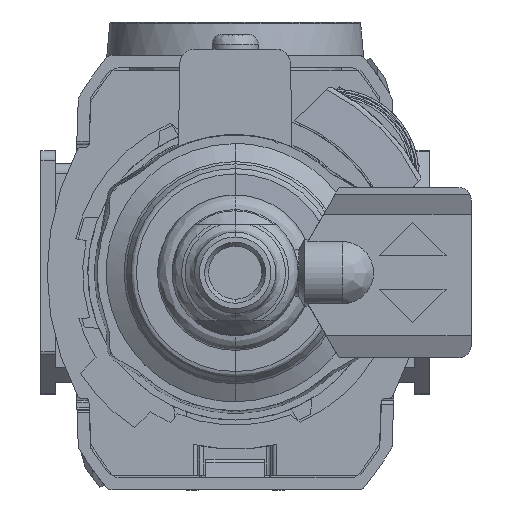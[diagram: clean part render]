
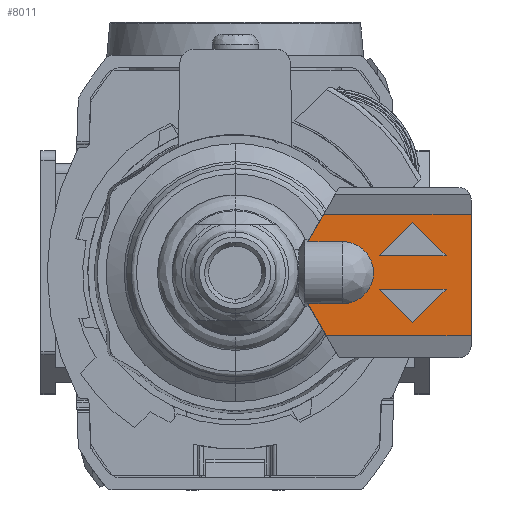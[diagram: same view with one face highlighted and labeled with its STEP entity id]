
A CAD part, front view. The second image highlights one B-rep face of the part: STEP entity #8011.
In plain terms, the highlighted planar face has unit normal (0, -1, 0).
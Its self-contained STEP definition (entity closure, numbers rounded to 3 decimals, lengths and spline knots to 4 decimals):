
#737 = CARTESIAN_POINT ( 'NONE',  ( 0.3423, -4.2477, 0.1466 ) ) ;
#2118 = VERTEX_POINT ( 'NONE', #53313 ) ;
#2136 = EDGE_LOOP ( 'NONE', ( #47611, #33067, #56991, #4063, #85272, #77211, #72017, #3767 ) ) ;
#2836 = DIRECTION ( 'NONE',  ( -1., 0., 0. ) ) ;
#3767 = ORIENTED_EDGE ( 'NONE', *, *, #26504, .F. ) ;
#4063 = ORIENTED_EDGE ( 'NONE', *, *, #91890, .F. ) ;
#4268 = CARTESIAN_POINT ( 'NONE',  ( 0.8358, -4.2477, 0.2362 ) ) ;
#5263 = VERTEX_POINT ( 'NONE', #44544 ) ;
#6445 = DIRECTION ( 'NONE',  ( -0.707, 0., 0.707 ) ) ;
#6661 = CARTESIAN_POINT ( 'NONE',  ( 0.6783, -4.2477, 0.0787 ) ) ;
#8011 = ADVANCED_FACE ( 'NONE', ( #14442, #13059, #56065 ), #42358, .F. ) ;
#8532 = LINE ( 'NONE', #36913, #23665 ) ;
#10097 = LINE ( 'NONE', #32793, #32833 ) ;
#10261 = VECTOR ( 'NONE', #52463, 39.3701 ) ;
#10905 = EDGE_CURVE ( 'NONE', #86049, #82682, #8532, .T. ) ;
#11101 = VECTOR ( 'NONE', #78258, 39.3701 ) ;
#12321 = EDGE_CURVE ( 'NONE', #90697, #85141, #77887, .T. ) ;
#13007 = LINE ( 'NONE', #21473, #74566 ) ;
#13059 = FACE_OUTER_BOUND ( 'NONE', #2136, .T. ) ;
#13099 = VERTEX_POINT ( 'NONE', #65672 ) ;
#13247 = VERTEX_POINT ( 'NONE', #29742 ) ;
#14442 = FACE_BOUND ( 'NONE', #25966, .T. ) ;
#14617 = DIRECTION ( 'NONE',  ( 0., -1., 0. ) ) ;
#15082 = CARTESIAN_POINT ( 'NONE',  ( 1.1122, -4.2477, 0.2756 ) ) ;
#17467 = LINE ( 'NONE', #75162, #10261 ) ;
#17543 = ORIENTED_EDGE ( 'NONE', *, *, #64736, .F. ) ;
#18542 = DIRECTION ( 'NONE',  ( 1., 0., 0. ) ) ;
#20310 = CARTESIAN_POINT ( 'NONE',  ( 0.5051, -4.2477, 0. ) ) ;
#21473 = CARTESIAN_POINT ( 'NONE',  ( 1.1115, -4.2477, 0.2756 ) ) ;
#21831 = LINE ( 'NONE', #87578, #90268 ) ;
#23018 = CIRCLE ( 'NONE', #75895, 0.1466 ) ;
#23383 = VERTEX_POINT ( 'NONE', #85750 ) ;
#23665 = VECTOR ( 'NONE', #2836, 39.3701 ) ;
#23759 = VERTEX_POINT ( 'NONE', #6661 ) ;
#25961 = EDGE_CURVE ( 'NONE', #88588, #23383, #23018, .T. ) ;
#25966 = EDGE_LOOP ( 'NONE', ( #42514, #48093, #58024 ) ) ;
#26496 = ORIENTED_EDGE ( 'NONE', *, *, #10905, .F. ) ;
#26504 = EDGE_CURVE ( 'NONE', #23383, #80803, #10097, .T. ) ;
#26767 = EDGE_CURVE ( 'NONE', #5263, #70877, #21831, .T. ) ;
#28345 = DIRECTION ( 'NONE',  ( 1., 0., 0. ) ) ;
#28444 = VECTOR ( 'NONE', #6445, 39.3701 ) ;
#28461 = DIRECTION ( 'NONE',  ( -0.5, 0., 0.866 ) ) ;
#28797 = DIRECTION ( 'NONE',  ( 0., 0., -1. ) ) ;
#29325 = CARTESIAN_POINT ( 'NONE',  ( 0.9933, -4.2477, 0.0787 ) ) ;
#29508 = VECTOR ( 'NONE', #51142, 39.3701 ) ;
#29742 = CARTESIAN_POINT ( 'NONE',  ( 1.1115, -4.2477, -0.2981 ) ) ;
#29878 = LINE ( 'NONE', #67209, #29508 ) ;
#32743 = DIRECTION ( 'NONE',  ( 0.5, 0., 0.866 ) ) ;
#32793 = CARTESIAN_POINT ( 'NONE',  ( 0.6626, -4.2477, 0.1466 ) ) ;
#32833 = VECTOR ( 'NONE', #75360, 39.3701 ) ;
#33067 = ORIENTED_EDGE ( 'NONE', *, *, #77759, .F. ) ;
#34773 = CARTESIAN_POINT ( 'NONE',  ( 0.5051, -4.2477, -0.1466 ) ) ;
#34805 = DIRECTION ( 'NONE',  ( 0., 0., 1. ) ) ;
#35289 = CARTESIAN_POINT ( 'NONE',  ( 0.9933, -4.2477, 0.0787 ) ) ;
#35316 = CARTESIAN_POINT ( 'NONE',  ( 0.3423, -4.2477, -0.1466 ) ) ;
#35677 = CARTESIAN_POINT ( 'NONE',  ( 0.6783, -4.2477, -0.0787 ) ) ;
#35765 = EDGE_CURVE ( 'NONE', #85141, #23759, #59905, .T. ) ;
#36363 = LINE ( 'NONE', #15082, #53214 ) ;
#36913 = CARTESIAN_POINT ( 'NONE',  ( 1.1122, -4.2477, -0.0787 ) ) ;
#37798 = EDGE_CURVE ( 'NONE', #80803, #13099, #89495, .T. ) ;
#38161 = CARTESIAN_POINT ( 'NONE',  ( 0.8358, -4.2477, 0.2362 ) ) ;
#39542 = VECTOR ( 'NONE', #32743, 39.3701 ) ;
#41249 = CARTESIAN_POINT ( 'NONE',  ( 0.6783, -4.2477, -0.0787 ) ) ;
#42358 = PLANE ( 'NONE',  #62175 ) ;
#42514 = ORIENTED_EDGE ( 'NONE', *, *, #35765, .F. ) ;
#44544 = CARTESIAN_POINT ( 'NONE',  ( 0.4297, -4.2477, -0.2981 ) ) ;
#44819 = EDGE_LOOP ( 'NONE', ( #26496, #91576, #17543 ) ) ;
#47611 = ORIENTED_EDGE ( 'NONE', *, *, #25961, .F. ) ;
#48093 = ORIENTED_EDGE ( 'NONE', *, *, #12321, .F. ) ;
#50116 = VECTOR ( 'NONE', #50932, 39.3701 ) ;
#50932 = DIRECTION ( 'NONE',  ( -0.707, 0., -0.707 ) ) ;
#51142 = DIRECTION ( 'NONE',  ( 0.707, 0., 0.707 ) ) ;
#52463 = DIRECTION ( 'NONE',  ( 1., 0., 0. ) ) ;
#52833 = EDGE_CURVE ( 'NONE', #2118, #86049, #29878, .T. ) ;
#53214 = VECTOR ( 'NONE', #28345, 39.3701 ) ;
#53313 = CARTESIAN_POINT ( 'NONE',  ( 0.8358, -4.2477, -0.2362 ) ) ;
#53995 = DIRECTION ( 'NONE',  ( -1., 0., 0. ) ) ;
#54002 = CARTESIAN_POINT ( 'NONE',  ( 0.2576, -4.2477, 0. ) ) ;
#56065 = FACE_BOUND ( 'NONE', #44819, .T. ) ;
#56237 = CARTESIAN_POINT ( 'NONE',  ( 1.1115, -4.2477, 0.2756 ) ) ;
#56991 = ORIENTED_EDGE ( 'NONE', *, *, #26767, .F. ) ;
#57393 = LINE ( 'NONE', #35677, #11101 ) ;
#58024 = ORIENTED_EDGE ( 'NONE', *, *, #89689, .F. ) ;
#59905 = LINE ( 'NONE', #38161, #50116 ) ;
#61091 = LINE ( 'NONE', #89962, #72273 ) ;
#62175 = AXIS2_PLACEMENT_3D ( 'NONE', #86793, #86317, #34805 ) ;
#63097 = CARTESIAN_POINT ( 'NONE',  ( 0.9933, -4.2477, -0.0787 ) ) ;
#63422 = CARTESIAN_POINT ( 'NONE',  ( 0.6626, -4.2477, -0.1466 ) ) ;
#64057 = EDGE_CURVE ( 'NONE', #13099, #76779, #36363, .T. ) ;
#64736 = EDGE_CURVE ( 'NONE', #82682, #2118, #57393, .T. ) ;
#64776 = EDGE_CURVE ( 'NONE', #76779, #13247, #13007, .T. ) ;
#65672 = CARTESIAN_POINT ( 'NONE',  ( 0.4168, -4.2477, 0.2756 ) ) ;
#67209 = CARTESIAN_POINT ( 'NONE',  ( 0.8358, -4.2477, -0.2362 ) ) ;
#69143 = LINE ( 'NONE', #63422, #83557 ) ;
#70877 = VERTEX_POINT ( 'NONE', #35316 ) ;
#71611 = DIRECTION ( 'NONE',  ( 0., 0., -1. ) ) ;
#72017 = ORIENTED_EDGE ( 'NONE', *, *, #37798, .F. ) ;
#72273 = VECTOR ( 'NONE', #53995, 39.3701 ) ;
#74566 = VECTOR ( 'NONE', #71611, 39.3701 ) ;
#75162 = CARTESIAN_POINT ( 'NONE',  ( 1.1122, -4.2477, 0.0787 ) ) ;
#75360 = DIRECTION ( 'NONE',  ( -1., 0., 0. ) ) ;
#75895 = AXIS2_PLACEMENT_3D ( 'NONE', #20310, #14617, #28797 ) ;
#76779 = VERTEX_POINT ( 'NONE', #56237 ) ;
#77211 = ORIENTED_EDGE ( 'NONE', *, *, #64057, .F. ) ;
#77759 = EDGE_CURVE ( 'NONE', #70877, #88588, #69143, .T. ) ;
#77887 = LINE ( 'NONE', #35289, #28444 ) ;
#78258 = DIRECTION ( 'NONE',  ( 0.707, 0., -0.707 ) ) ;
#80803 = VERTEX_POINT ( 'NONE', #737 ) ;
#82682 = VERTEX_POINT ( 'NONE', #41249 ) ;
#83557 = VECTOR ( 'NONE', #18542, 39.3701 ) ;
#85141 = VERTEX_POINT ( 'NONE', #4268 ) ;
#85272 = ORIENTED_EDGE ( 'NONE', *, *, #64776, .F. ) ;
#85750 = CARTESIAN_POINT ( 'NONE',  ( 0.5051, -4.2477, 0.1466 ) ) ;
#86049 = VERTEX_POINT ( 'NONE', #63097 ) ;
#86317 = DIRECTION ( 'NONE',  ( 0., 1., 0. ) ) ;
#86793 = CARTESIAN_POINT ( 'NONE',  ( 1.1122, -4.2477, 0.2756 ) ) ;
#87578 = CARTESIAN_POINT ( 'NONE',  ( 0.4297, -4.2477, -0.2981 ) ) ;
#88588 = VERTEX_POINT ( 'NONE', #34773 ) ;
#89495 = LINE ( 'NONE', #54002, #39542 ) ;
#89689 = EDGE_CURVE ( 'NONE', #23759, #90697, #17467, .T. ) ;
#89962 = CARTESIAN_POINT ( 'NONE',  ( 1.1122, -4.2477, -0.2981 ) ) ;
#90268 = VECTOR ( 'NONE', #28461, 39.3701 ) ;
#90697 = VERTEX_POINT ( 'NONE', #29325 ) ;
#91576 = ORIENTED_EDGE ( 'NONE', *, *, #52833, .F. ) ;
#91890 = EDGE_CURVE ( 'NONE', #13247, #5263, #61091, .T. ) ;
